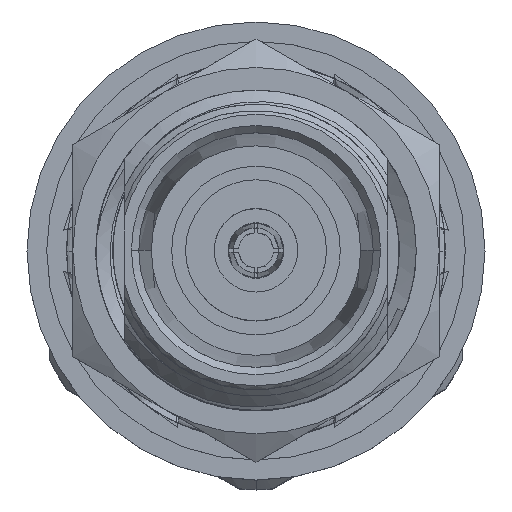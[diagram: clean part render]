
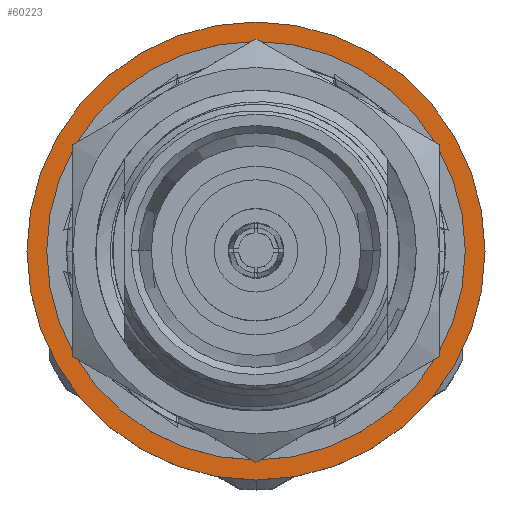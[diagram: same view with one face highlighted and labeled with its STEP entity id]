
A CAD part, top view. The second image highlights one B-rep face of the part: STEP entity #60223.
In plain terms, the highlighted face is planar.
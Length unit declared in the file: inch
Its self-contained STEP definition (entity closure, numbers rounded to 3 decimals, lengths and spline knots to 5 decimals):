
#17 = CARTESIAN_POINT ( 'NONE',  ( 0.75, -0.28241, 0. ) ) ;
#1605 = CIRCLE ( 'NONE', #80238, 0.3125 ) ;
#1741 = CIRCLE ( 'NONE', #18269, 0.3125 ) ;
#5995 = DIRECTION ( 'NONE',  ( 1., 0., 0. ) ) ;
#8034 = CARTESIAN_POINT ( 'NONE',  ( 0.75, 0., 0.28241 ) ) ;
#8594 = EDGE_CURVE ( 'NONE', #86473, #45612, #30012, .T. ) ;
#10814 = EDGE_CURVE ( 'NONE', #49375, #86643, #1741, .T. ) ;
#17888 = CARTESIAN_POINT ( 'NONE',  ( 0.75, 0., 0. ) ) ;
#18105 = CARTESIAN_POINT ( 'NONE',  ( 0.75, 0., 0. ) ) ;
#18269 = AXIS2_PLACEMENT_3D ( 'NONE', #75660, #5995, #26008 ) ;
#18947 = CARTESIAN_POINT ( 'NONE',  ( 0.75, 0., 0. ) ) ;
#19134 = EDGE_LOOP ( 'NONE', ( #40302, #67368 ) ) ;
#20387 = ORIENTED_EDGE ( 'NONE', *, *, #79619, .F. ) ;
#20770 = AXIS2_PLACEMENT_3D ( 'NONE', #17, #83599, #27882 ) ;
#23442 = CARTESIAN_POINT ( 'NONE',  ( 0.75, 0., 0.3125 ) ) ;
#26008 = DIRECTION ( 'NONE',  ( 0., 0., -1. ) ) ;
#27435 = CARTESIAN_POINT ( 'NONE',  ( 0.75, 0., -0.3125 ) ) ;
#27882 = DIRECTION ( 'NONE',  ( 0., 0., -1. ) ) ;
#30012 = CIRCLE ( 'NONE', #36196, 0.28241 ) ;
#31438 = FACE_BOUND ( 'NONE', #19134, .T. ) ;
#31864 = DIRECTION ( 'NONE',  ( 1., 0., 0. ) ) ;
#34956 = AXIS2_PLACEMENT_3D ( 'NONE', #18947, #81378, #88036 ) ;
#36196 = AXIS2_PLACEMENT_3D ( 'NONE', #17888, #31864, #87261 ) ;
#39399 = CARTESIAN_POINT ( 'NONE',  ( 0.75, 0., -0.28241 ) ) ;
#40302 = ORIENTED_EDGE ( 'NONE', *, *, #80685, .T. ) ;
#43307 = FACE_OUTER_BOUND ( 'NONE', #46670, .T. ) ;
#45612 = VERTEX_POINT ( 'NONE', #39399 ) ;
#46670 = EDGE_LOOP ( 'NONE', ( #75059, #20387 ) ) ;
#49290 = CIRCLE ( 'NONE', #34956, 0.28241 ) ;
#49375 = VERTEX_POINT ( 'NONE', #27435 ) ;
#60223 = ADVANCED_FACE ( 'NONE', ( #31438, #43307 ), #89678, .F. ) ;
#66607 = DIRECTION ( 'NONE',  ( 1., 0., 0. ) ) ;
#67368 = ORIENTED_EDGE ( 'NONE', *, *, #8594, .T. ) ;
#73580 = DIRECTION ( 'NONE',  ( 0., 0., -1. ) ) ;
#75059 = ORIENTED_EDGE ( 'NONE', *, *, #10814, .F. ) ;
#75660 = CARTESIAN_POINT ( 'NONE',  ( 0.75, 0., 0. ) ) ;
#79619 = EDGE_CURVE ( 'NONE', #86643, #49375, #1605, .T. ) ;
#80238 = AXIS2_PLACEMENT_3D ( 'NONE', #18105, #66607, #73580 ) ;
#80685 = EDGE_CURVE ( 'NONE', #45612, #86473, #49290, .T. ) ;
#81378 = DIRECTION ( 'NONE',  ( 1., 0., 0. ) ) ;
#83599 = DIRECTION ( 'NONE',  ( 1., 0., 0. ) ) ;
#86473 = VERTEX_POINT ( 'NONE', #8034 ) ;
#86643 = VERTEX_POINT ( 'NONE', #23442 ) ;
#87261 = DIRECTION ( 'NONE',  ( 0., 0., -1. ) ) ;
#88036 = DIRECTION ( 'NONE',  ( 0., 0., -1. ) ) ;
#89678 = PLANE ( 'NONE',  #20770 ) ;
